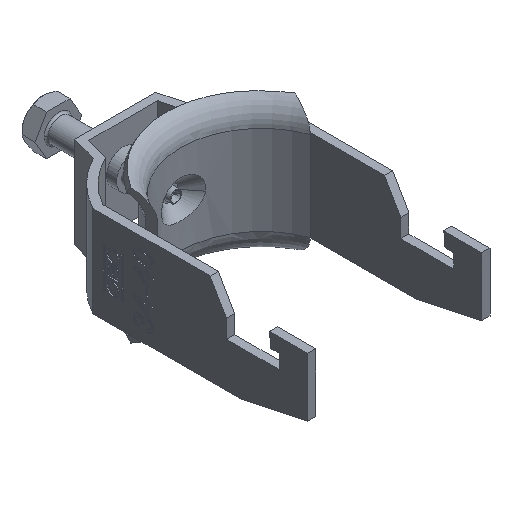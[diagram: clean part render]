
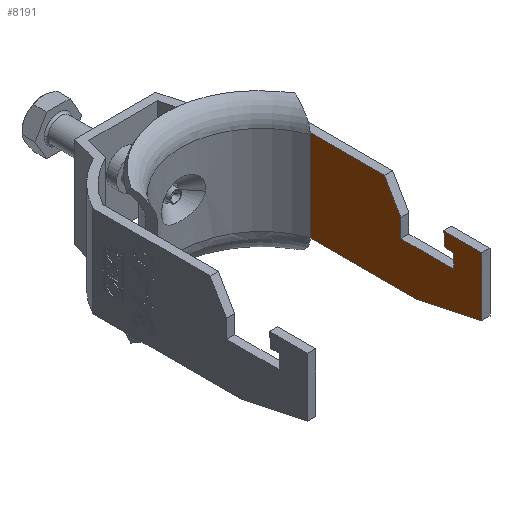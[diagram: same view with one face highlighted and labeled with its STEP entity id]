
A CAD part, isometric view. The second image highlights one B-rep face of the part: STEP entity #8191.
In plain terms, the highlighted planar face has unit normal (-1, 0, 0).
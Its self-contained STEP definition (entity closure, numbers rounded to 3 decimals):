
#31 = VERTEX_POINT ( 'NONE', #1310 ) ;
#236 = ORIENTED_EDGE ( 'NONE', *, *, #10751, .T. ) ;
#418 = EDGE_CURVE ( 'NONE', #2190, #2625, #7355, .T. ) ;
#434 = DIRECTION ( 'NONE',  ( 0., 0., 1. ) ) ;
#471 = CARTESIAN_POINT ( 'NONE',  ( 20.5, -17.511, -11.25 ) ) ;
#523 = LINE ( 'NONE', #1296, #11574 ) ;
#708 = CARTESIAN_POINT ( 'NONE',  ( 20.5, -63., 3.25 ) ) ;
#784 = VECTOR ( 'NONE', #6227, 1000. ) ;
#1073 = EDGE_CURVE ( 'NONE', #5572, #1601, #5181, .T. ) ;
#1296 = CARTESIAN_POINT ( 'NONE',  ( 20.5, -109., -0.25 ) ) ;
#1310 = CARTESIAN_POINT ( 'NONE',  ( 20.5, -63., -0.25 ) ) ;
#1486 = ORIENTED_EDGE ( 'NONE', *, *, #6000, .T. ) ;
#1511 = CARTESIAN_POINT ( 'NONE',  ( 20.5, -109., -11.25 ) ) ;
#1601 = VERTEX_POINT ( 'NONE', #708 ) ;
#1631 = LINE ( 'NONE', #1511, #5669 ) ;
#1764 = VECTOR ( 'NONE', #6604, 1000. ) ;
#1886 = ORIENTED_EDGE ( 'NONE', *, *, #4783, .T. ) ;
#2024 = VERTEX_POINT ( 'NONE', #7847 ) ;
#2190 = VERTEX_POINT ( 'NONE', #471 ) ;
#2204 = CARTESIAN_POINT ( 'NONE',  ( 20.5, -60.6, 6.75 ) ) ;
#2284 = ORIENTED_EDGE ( 'NONE', *, *, #1073, .T. ) ;
#2397 = ORIENTED_EDGE ( 'NONE', *, *, #418, .F. ) ;
#2433 = CARTESIAN_POINT ( 'NONE',  ( 20.5, -109., 11.25 ) ) ;
#2434 = DIRECTION ( 'NONE',  ( -1., 0., 0. ) ) ;
#2441 = LINE ( 'NONE', #8606, #7979 ) ;
#2562 = DIRECTION ( 'NONE',  ( 0., 0., 1. ) ) ;
#2625 = VERTEX_POINT ( 'NONE', #7749 ) ;
#2721 = VECTOR ( 'NONE', #6499, 1000. ) ;
#2774 = VERTEX_POINT ( 'NONE', #8146 ) ;
#2808 = ORIENTED_EDGE ( 'NONE', *, *, #4102, .T. ) ;
#3197 = LINE ( 'NONE', #4786, #1764 ) ;
#3316 = CARTESIAN_POINT ( 'NONE',  ( 20.5, -109., -11.25 ) ) ;
#3467 = VECTOR ( 'NONE', #6012, 1000. ) ;
#3554 = VERTEX_POINT ( 'NONE', #6710 ) ;
#3928 = CARTESIAN_POINT ( 'NONE',  ( 20.5, -45.959, 11.25 ) ) ;
#4029 = VERTEX_POINT ( 'NONE', #9022 ) ;
#4102 = EDGE_CURVE ( 'NONE', #4243, #2774, #6256, .T. ) ;
#4123 = DIRECTION ( 'NONE',  ( 0., 1., 0. ) ) ;
#4243 = VERTEX_POINT ( 'NONE', #6672 ) ;
#4249 = AXIS2_PLACEMENT_3D ( 'NONE', #3316, #2434, #7132 ) ;
#4427 = FACE_OUTER_BOUND ( 'NONE', #6718, .T. ) ;
#4434 = ORIENTED_EDGE ( 'NONE', *, *, #11127, .T. ) ;
#4510 = LINE ( 'NONE', #5384, #8770 ) ;
#4538 = ORIENTED_EDGE ( 'NONE', *, *, #6673, .T. ) ;
#4723 = CARTESIAN_POINT ( 'NONE',  ( 20.5, -17.511, -11.25 ) ) ;
#4783 = EDGE_CURVE ( 'NONE', #4029, #5353, #8872, .T. ) ;
#4786 = CARTESIAN_POINT ( 'NONE',  ( 20.5, -62.53, -15.316 ) ) ;
#4857 = CARTESIAN_POINT ( 'NONE',  ( 20.5, -109., 6.75 ) ) ;
#5111 = ORIENTED_EDGE ( 'NONE', *, *, #8862, .T. ) ;
#5181 = LINE ( 'NONE', #9772, #8957 ) ;
#5353 = VERTEX_POINT ( 'NONE', #3928 ) ;
#5384 = CARTESIAN_POINT ( 'NONE',  ( 20.5, -63., -11.25 ) ) ;
#5572 = VERTEX_POINT ( 'NONE', #10337 ) ;
#5669 = VECTOR ( 'NONE', #8851, 1000. ) ;
#6000 = EDGE_CURVE ( 'NONE', #2774, #2024, #2441, .T. ) ;
#6012 = DIRECTION ( 'NONE',  ( 0., 1., 0. ) ) ;
#6155 = DIRECTION ( 'NONE',  ( 0., 0., -1. ) ) ;
#6195 = LINE ( 'NONE', #6917, #9495 ) ;
#6227 = DIRECTION ( 'NONE',  ( 0., 0.5, 0.866 ) ) ;
#6256 = LINE ( 'NONE', #9852, #7677 ) ;
#6474 = ORIENTED_EDGE ( 'NONE', *, *, #9187, .F. ) ;
#6499 = DIRECTION ( 'NONE',  ( 0., 1., 0. ) ) ;
#6604 = DIRECTION ( 'NONE',  ( 0., -0.087, -0.996 ) ) ;
#6672 = CARTESIAN_POINT ( 'NONE',  ( 20.5, -53.642, -11.25 ) ) ;
#6673 = EDGE_CURVE ( 'NONE', #3554, #4029, #6195, .T. ) ;
#6710 = CARTESIAN_POINT ( 'NONE',  ( 20.5, -50., -0.25 ) ) ;
#6718 = EDGE_LOOP ( 'NONE', ( #6474, #2808, #1486, #4434, #7845, #2284, #7108, #5111, #4538, #1886, #236, #2397 ) ) ;
#6917 = CARTESIAN_POINT ( 'NONE',  ( 20.5, -50., -11.25 ) ) ;
#6963 = LINE ( 'NONE', #2433, #3467 ) ;
#6966 = VERTEX_POINT ( 'NONE', #2204 ) ;
#7108 = ORIENTED_EDGE ( 'NONE', *, *, #7934, .T. ) ;
#7132 = DIRECTION ( 'NONE',  ( 0., 1., 0. ) ) ;
#7355 = LINE ( 'NONE', #4723, #10209 ) ;
#7677 = VECTOR ( 'NONE', #9971, 1000. ) ;
#7749 = CARTESIAN_POINT ( 'NONE',  ( 20.5, -17.511, 11.25 ) ) ;
#7845 = ORIENTED_EDGE ( 'NONE', *, *, #10558, .T. ) ;
#7847 = CARTESIAN_POINT ( 'NONE',  ( 20.5, -70., 6.75 ) ) ;
#7881 = DIRECTION ( 'NONE',  ( 0., -1., 0. ) ) ;
#7934 = EDGE_CURVE ( 'NONE', #1601, #31, #4510, .T. ) ;
#7979 = VECTOR ( 'NONE', #434, 1000. ) ;
#8146 = CARTESIAN_POINT ( 'NONE',  ( 20.5, -70., -7.773 ) ) ;
#8191 = ADVANCED_FACE ( 'NONE', ( #4427 ), #10671, .T. ) ;
#8297 = DIRECTION ( 'NONE',  ( 0., 0., 1. ) ) ;
#8606 = CARTESIAN_POINT ( 'NONE',  ( 20.5, -70., -11.25 ) ) ;
#8770 = VECTOR ( 'NONE', #6155, 1000. ) ;
#8851 = DIRECTION ( 'NONE',  ( 0., 1., 0. ) ) ;
#8862 = EDGE_CURVE ( 'NONE', #31, #3554, #523, .T. ) ;
#8872 = LINE ( 'NONE', #9652, #784 ) ;
#8957 = VECTOR ( 'NONE', #7881, 1000. ) ;
#9022 = CARTESIAN_POINT ( 'NONE',  ( 20.5, -50., 4.25 ) ) ;
#9187 = EDGE_CURVE ( 'NONE', #4243, #2190, #1631, .T. ) ;
#9332 = LINE ( 'NONE', #4857, #2721 ) ;
#9495 = VECTOR ( 'NONE', #2562, 1000. ) ;
#9652 = CARTESIAN_POINT ( 'NONE',  ( 20.5, -71.462, -32.923 ) ) ;
#9772 = CARTESIAN_POINT ( 'NONE',  ( 20.5, -109., 3.25 ) ) ;
#9852 = CARTESIAN_POINT ( 'NONE',  ( 20.5, -106.607, 0.008 ) ) ;
#9971 = DIRECTION ( 'NONE',  ( 0., -0.978, 0.208 ) ) ;
#10209 = VECTOR ( 'NONE', #8297, 1000. ) ;
#10337 = CARTESIAN_POINT ( 'NONE',  ( 20.5, -60.906, 3.25 ) ) ;
#10558 = EDGE_CURVE ( 'NONE', #6966, #5572, #3197, .T. ) ;
#10671 = PLANE ( 'NONE',  #4249 ) ;
#10751 = EDGE_CURVE ( 'NONE', #5353, #2625, #6963, .T. ) ;
#11127 = EDGE_CURVE ( 'NONE', #2024, #6966, #9332, .T. ) ;
#11574 = VECTOR ( 'NONE', #4123, 1000. ) ;
